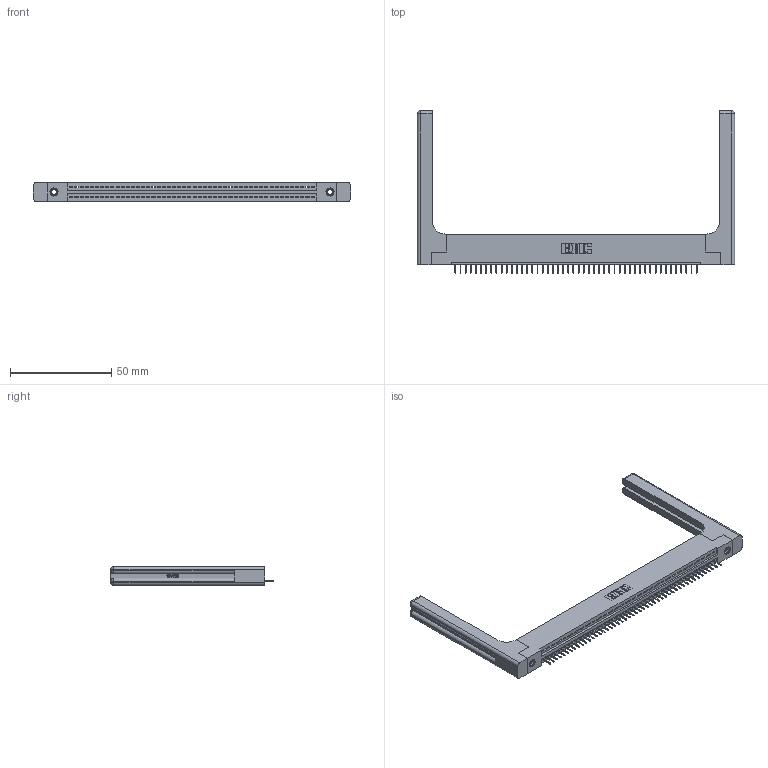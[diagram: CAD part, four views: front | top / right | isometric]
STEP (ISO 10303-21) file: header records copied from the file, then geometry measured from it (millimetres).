
FILE_DESCRIPTION (( 'STEP AP203' ), '1' );
FILE_NAME ('345-048-524-158.STEP', '2019-10-09T05:00:27', ( '' ), ( '' ), 'SwSTEP 2.0', 'SolidWorks 2016', '' );
FILE_SCHEMA (( 'CONFIG_CONTROL_DESIGN' ));
Length unit declared in the file: inch
Products named in the file (5): 345-048-524-158; 345-220-058_345-220-058; 345-250-001_345-250-001-102; 345-292-001_345-293-124; 345 Part_Flush Mounting Lugs - 0.156 Dia-TH
Assembly tree (53 placements, depth 2):
  345-048-524-158
    345 Part_Flush Mounting Lugs - 0.156 Dia-TH
    345-292-001_345-293-124  x48
    345-250-001_345-250-001-102  x2
    345-220-058_345-220-058  x2
Bounding box: 156.95 x 80.31 x 9.4 mm (x, y, z)
Volume: 23271.4 mm3; surface area: 24404.2 mm2
Topology: 53 solids, 53 shells, 3358 faces, 9647 edges, 6218 vertices
Faces by surface type: plane 2436, cylinder 862, bspline 36, cone 12, sphere 8, torus 4
Entity records: 40574 total; most frequent: CARTESIAN_POINT 7997, ORIENTED_EDGE 6776, DIRECTION 5924, EDGE_CURVE 3388, VECTOR 2976, LINE 2976, VERTEX_POINT 2246, AXIS2_PLACEMENT_3D 1474
